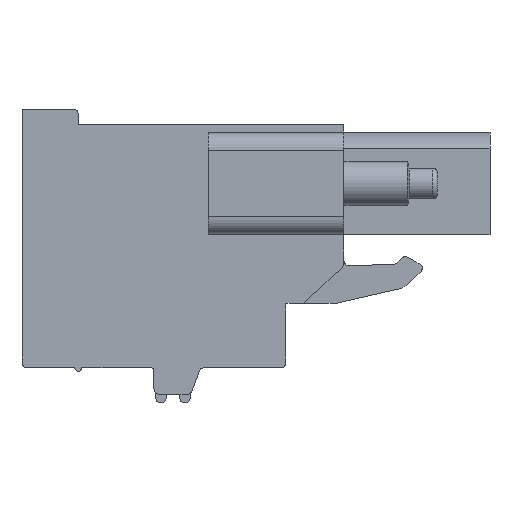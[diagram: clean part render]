
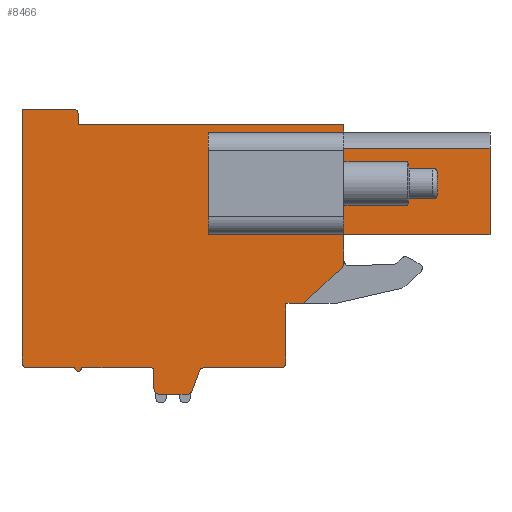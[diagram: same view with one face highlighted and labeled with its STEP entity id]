
A CAD part, left-side view. The second image highlights one B-rep face of the part: STEP entity #8466.
In plain terms, the highlighted planar face has unit normal (-1, 0, 0).
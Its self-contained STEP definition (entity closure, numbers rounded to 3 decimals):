
#1=DIRECTION('',(0.,0.,-1.));
#2=VECTOR('',#1,1.325);
#3=CARTESIAN_POINT('',(0.,-5.66,6.96));
#4=LINE('',#3,#2);
#5=DIRECTION('',(0.,1.,0.));
#6=VECTOR('',#5,8.3);
#7=CARTESIAN_POINT('',(0.,-13.96,5.635));
#8=LINE('',#7,#6);
#9=DIRECTION('',(0.,1.,0.));
#10=VECTOR('',#9,8.3);
#11=CARTESIAN_POINT('',(0.,-13.96,0.73));
#12=LINE('',#11,#10);
#13=DIRECTION('',(0.,0.,-1.));
#14=VECTOR('',#13,1.64);
#15=CARTESIAN_POINT('',(0.,-5.66,0.73));
#16=LINE('',#15,#14);
#17=CARTESIAN_POINT('',(0.,-5.36,-0.91));
#18=DIRECTION('',(1.,0.,0.));
#19=DIRECTION('',(0.,-1.,0.));
#20=AXIS2_PLACEMENT_3D('',#17,#18,#19);
#22=DIRECTION('',(0.,0.731,-0.683));
#23=VECTOR('',#22,3.018);
#24=CARTESIAN_POINT('',(0.,-5.565,-1.129));
#25=LINE('',#24,#23);
#26=DIRECTION('',(0.,1.,0.));
#27=VECTOR('',#26,1.);
#28=CARTESIAN_POINT('',(0.,-3.36,-3.19));
#29=LINE('',#28,#27);
#30=DIRECTION('',(0.,0.,-1.));
#31=VECTOR('',#30,0.5);
#32=CARTESIAN_POINT('',(0.,-2.36,-3.19));
#33=LINE('',#32,#31);
#34=DIRECTION('',(0.,0.,-1.));
#35=VECTOR('',#34,2.35);
#36=CARTESIAN_POINT('',(0.,-2.36,-3.69));
#37=LINE('',#36,#35);
#38=DIRECTION('',(0.,0.,-1.));
#39=VECTOR('',#38,0.5);
#40=CARTESIAN_POINT('',(0.,-2.36,-6.04));
#41=LINE('',#40,#39);
#42=CARTESIAN_POINT('',(0.,-2.06,-6.54));
#43=DIRECTION('',(1.,0.,0.));
#44=DIRECTION('',(0.,-1.,0.));
#45=AXIS2_PLACEMENT_3D('',#42,#43,#44);
#47=DIRECTION('',(0.,1.,0.));
#48=VECTOR('',#47,4.34);
#49=CARTESIAN_POINT('',(0.,-2.06,-6.84));
#50=LINE('',#49,#48);
#51=CARTESIAN_POINT('',(0.,2.28,-7.14));
#52=DIRECTION('',(-1.,0.,0.));
#53=DIRECTION('',(0.,0.,1.));
#54=AXIS2_PLACEMENT_3D('',#51,#52,#53);
#56=DIRECTION('',(0.,0.345,-0.939));
#57=VECTOR('',#56,1.179);
#58=CARTESIAN_POINT('',(0.,2.562,-7.037));
#59=LINE('',#58,#57);
#60=CARTESIAN_POINT('',(0.,3.25,-8.04));
#61=DIRECTION('',(1.,0.,0.));
#62=DIRECTION('',(0.,-0.939,-0.345));
#63=AXIS2_PLACEMENT_3D('',#60,#61,#62);
#65=DIRECTION('',(0.,1.,0.));
#66=VECTOR('',#65,1.59);
#67=CARTESIAN_POINT('',(0.,3.25,-8.34));
#68=LINE('',#67,#66);
#69=CARTESIAN_POINT('',(0.,4.84,-8.04));
#70=DIRECTION('',(1.,0.,0.));
#71=DIRECTION('',(0.,0.,-1.));
#72=AXIS2_PLACEMENT_3D('',#69,#70,#71);
#74=DIRECTION('',(0.,0.,1.));
#75=VECTOR('',#74,1.);
#76=CARTESIAN_POINT('',(0.,5.14,-8.04));
#77=LINE('',#76,#75);
#78=CARTESIAN_POINT('',(0.,5.34,-7.04));
#79=DIRECTION('',(-1.,0.,0.));
#80=DIRECTION('',(0.,-1.,0.));
#81=AXIS2_PLACEMENT_3D('',#78,#79,#80);
#83=DIRECTION('',(0.,1.,0.));
#84=VECTOR('',#83,3.9);
#85=CARTESIAN_POINT('',(0.,5.34,-6.84));
#86=LINE('',#85,#84);
#87=CARTESIAN_POINT('',(0.,9.44,-6.84));
#88=DIRECTION('',(1.,0.,0.));
#89=DIRECTION('',(0.,-1.,0.));
#90=AXIS2_PLACEMENT_3D('',#87,#88,#89);
#92=DIRECTION('',(0.,1.,0.));
#93=VECTOR('',#92,2.7);
#94=CARTESIAN_POINT('',(0.,9.64,-6.84));
#95=LINE('',#94,#93);
#96=CARTESIAN_POINT('',(0.,12.34,-6.54));
#97=DIRECTION('',(1.,0.,0.));
#98=DIRECTION('',(0.,0.,-1.));
#99=AXIS2_PLACEMENT_3D('',#96,#97,#98);
#101=DIRECTION('',(0.,0.,1.));
#102=VECTOR('',#101,0.5);
#103=CARTESIAN_POINT('',(0.,12.64,-6.54));
#104=LINE('',#103,#102);
#105=DIRECTION('',(0.,0.,1.));
#106=VECTOR('',#105,13.9);
#107=CARTESIAN_POINT('',(0.,12.64,-6.04));
#108=LINE('',#107,#106);
#109=DIRECTION('',(0.,-1.,0.));
#110=VECTOR('',#109,2.9);
#111=CARTESIAN_POINT('',(0.,12.64,7.86));
#112=LINE('',#111,#110);
#113=CARTESIAN_POINT('',(0.,9.74,7.56));
#114=DIRECTION('',(1.,0.,0.));
#115=DIRECTION('',(0.,0.,1.));
#116=AXIS2_PLACEMENT_3D('',#113,#114,#115);
#118=DIRECTION('',(0.,0.,-1.));
#119=VECTOR('',#118,0.6);
#120=CARTESIAN_POINT('',(0.,9.44,7.56));
#121=LINE('',#120,#119);
#122=DIRECTION('',(0.,-1.,0.));
#123=VECTOR('',#122,15.1);
#124=CARTESIAN_POINT('',(0.,9.44,6.96));
#125=LINE('',#124,#123);
#126=DIRECTION('',(0.,-1.,0.));
#127=VECTOR('',#126,6.1);
#128=CARTESIAN_POINT('',(0.,2.04,0.73));
#129=LINE('',#128,#127);
#130=DIRECTION('',(0.,0.,1.));
#131=VECTOR('',#130,5.8);
#132=CARTESIAN_POINT('',(0.,-4.06,0.73));
#133=LINE('',#132,#131);
#134=DIRECTION('',(0.,1.,0.));
#135=VECTOR('',#134,6.1);
#136=CARTESIAN_POINT('',(0.,-4.06,6.53));
#137=LINE('',#136,#135);
#5156=DIRECTION('',(0.,0.,1.));
#5157=VECTOR('',#5156,4.905);
#5158=CARTESIAN_POINT('',(0.,-13.96,0.73));
#5159=LINE('',#5158,#5157);
#6136=DIRECTION('',(0.,0.,1.));
#6137=VECTOR('',#6136,5.8);
#6138=CARTESIAN_POINT('',(0.,2.04,0.73));
#6139=LINE('',#6138,#6137);
#6397=CARTESIAN_POINT('',(0.,12.34,-6.84));
#6398=CARTESIAN_POINT('',(0.,12.64,-6.54));
#6399=VERTEX_POINT('',#6397);
#6400=VERTEX_POINT('',#6398);
#6401=CARTESIAN_POINT('',(0.,12.64,-6.04));
#6402=VERTEX_POINT('',#6401);
#6403=CARTESIAN_POINT('',(0.,12.64,7.86));
#6404=VERTEX_POINT('',#6403);
#6405=CARTESIAN_POINT('',(0.,9.74,7.86));
#6406=VERTEX_POINT('',#6405);
#6407=CARTESIAN_POINT('',(0.,9.44,7.56));
#6408=VERTEX_POINT('',#6407);
#6409=CARTESIAN_POINT('',(0.,9.44,6.96));
#6410=VERTEX_POINT('',#6409);
#6411=CARTESIAN_POINT('',(0.,-5.66,6.96));
#6412=VERTEX_POINT('',#6411);
#6413=CARTESIAN_POINT('',(0.,-5.66,-0.91));
#6414=CARTESIAN_POINT('',(0.,-5.565,-1.129));
#6415=VERTEX_POINT('',#6413);
#6416=VERTEX_POINT('',#6414);
#6417=CARTESIAN_POINT('',(0.,-3.36,-3.19));
#6418=VERTEX_POINT('',#6417);
#6419=CARTESIAN_POINT('',(0.,-2.36,-3.19));
#6420=VERTEX_POINT('',#6419);
#6421=CARTESIAN_POINT('',(0.,-2.36,-3.69));
#6422=VERTEX_POINT('',#6421);
#6423=CARTESIAN_POINT('',(0.,-2.36,-6.04));
#6424=VERTEX_POINT('',#6423);
#6425=CARTESIAN_POINT('',(0.,-2.36,-6.54));
#6426=VERTEX_POINT('',#6425);
#6427=CARTESIAN_POINT('',(0.,-2.06,-6.84));
#6428=VERTEX_POINT('',#6427);
#6429=CARTESIAN_POINT('',(0.,2.28,-6.84));
#6430=VERTEX_POINT('',#6429);
#6431=CARTESIAN_POINT('',(0.,2.562,-7.037));
#6432=VERTEX_POINT('',#6431);
#6433=CARTESIAN_POINT('',(0.,2.968,-8.143));
#6434=VERTEX_POINT('',#6433);
#6435=CARTESIAN_POINT('',(0.,3.25,-8.34));
#6436=VERTEX_POINT('',#6435);
#6437=CARTESIAN_POINT('',(0.,4.84,-8.34));
#6438=VERTEX_POINT('',#6437);
#6439=CARTESIAN_POINT('',(0.,5.14,-8.04));
#6440=VERTEX_POINT('',#6439);
#6441=CARTESIAN_POINT('',(0.,5.14,-7.04));
#6442=VERTEX_POINT('',#6441);
#6443=CARTESIAN_POINT('',(0.,5.34,-6.84));
#6444=VERTEX_POINT('',#6443);
#6445=CARTESIAN_POINT('',(0.,9.24,-6.84));
#6446=VERTEX_POINT('',#6445);
#6447=CARTESIAN_POINT('',(0.,9.64,-6.84));
#6448=VERTEX_POINT('',#6447);
#6525=CARTESIAN_POINT('',(0.,-13.96,0.73));
#6526=VERTEX_POINT('',#6525);
#6527=CARTESIAN_POINT('',(0.,-5.66,0.73));
#6528=VERTEX_POINT('',#6527);
#6753=CARTESIAN_POINT('',(0.,-13.96,5.635));
#6755=VERTEX_POINT('',#6753);
#8225=CARTESIAN_POINT('',(0.,2.04,0.73));
#8226=CARTESIAN_POINT('',(0.,2.04,6.53));
#8227=VERTEX_POINT('',#8225);
#8228=VERTEX_POINT('',#8226);
#8233=CARTESIAN_POINT('',(0.,-4.06,0.73));
#8235=VERTEX_POINT('',#8233);
#8237=CARTESIAN_POINT('',(0.,-4.06,6.53));
#8239=VERTEX_POINT('',#8237);
#8241=CARTESIAN_POINT('',(0.,-5.66,5.635));
#8242=VERTEX_POINT('',#8241);
#8389=CARTESIAN_POINT('',(0.,0.,0.));
#8390=DIRECTION('',(1.,0.,0.));
#8391=DIRECTION('',(0.,-1.,0.));
#8392=AXIS2_PLACEMENT_3D('',#8389,#8390,#8391);
#8393=PLANE('',#8392);
#8395=ORIENTED_EDGE('',*,*,#8394,.T.);
#8397=ORIENTED_EDGE('',*,*,#8396,.F.);
#8399=ORIENTED_EDGE('',*,*,#8398,.F.);
#8401=ORIENTED_EDGE('',*,*,#8400,.T.);
#8403=ORIENTED_EDGE('',*,*,#8402,.T.);
#8405=ORIENTED_EDGE('',*,*,#8404,.T.);
#8407=ORIENTED_EDGE('',*,*,#8406,.T.);
#8409=ORIENTED_EDGE('',*,*,#8408,.T.);
#8411=ORIENTED_EDGE('',*,*,#8410,.T.);
#8413=ORIENTED_EDGE('',*,*,#8412,.T.);
#8415=ORIENTED_EDGE('',*,*,#8414,.T.);
#8417=ORIENTED_EDGE('',*,*,#8416,.T.);
#8419=ORIENTED_EDGE('',*,*,#8418,.T.);
#8421=ORIENTED_EDGE('',*,*,#8420,.T.);
#8423=ORIENTED_EDGE('',*,*,#8422,.T.);
#8425=ORIENTED_EDGE('',*,*,#8424,.T.);
#8427=ORIENTED_EDGE('',*,*,#8426,.T.);
#8429=ORIENTED_EDGE('',*,*,#8428,.T.);
#8431=ORIENTED_EDGE('',*,*,#8430,.T.);
#8433=ORIENTED_EDGE('',*,*,#8432,.T.);
#8435=ORIENTED_EDGE('',*,*,#8434,.T.);
#8437=ORIENTED_EDGE('',*,*,#8436,.T.);
#8439=ORIENTED_EDGE('',*,*,#8438,.T.);
#8441=ORIENTED_EDGE('',*,*,#8440,.T.);
#8443=ORIENTED_EDGE('',*,*,#8442,.T.);
#8445=ORIENTED_EDGE('',*,*,#8444,.T.);
#8447=ORIENTED_EDGE('',*,*,#8446,.T.);
#8449=ORIENTED_EDGE('',*,*,#8448,.T.);
#8451=ORIENTED_EDGE('',*,*,#8450,.T.);
#8453=ORIENTED_EDGE('',*,*,#8452,.T.);
#8454=EDGE_LOOP('',(#8395,#8397,#8399,#8401,#8403,#8405,#8407,#8409,#8411,#8413,
#8415,#8417,#8419,#8421,#8423,#8425,#8427,#8429,#8431,#8433,#8435,#8437,#8439,
#8441,#8443,#8445,#8447,#8449,#8451,#8453));
#8455=FACE_OUTER_BOUND('',#8454,.F.);
#8457=ORIENTED_EDGE('',*,*,#8456,.T.);
#8459=ORIENTED_EDGE('',*,*,#8458,.T.);
#8461=ORIENTED_EDGE('',*,*,#8460,.T.);
#8463=ORIENTED_EDGE('',*,*,#8462,.F.);
#8464=EDGE_LOOP('',(#8457,#8459,#8461,#8463));
#8465=FACE_BOUND('',#8464,.F.);
#8466=ADVANCED_FACE('',(#8455,#8465),#8393,.F.);
#21=CIRCLE('',#20,0.3);
#46=CIRCLE('',#45,0.3);
#55=CIRCLE('',#54,0.3);
#64=CIRCLE('',#63,0.3);
#73=CIRCLE('',#72,0.3);
#82=CIRCLE('',#81,0.2);
#91=CIRCLE('',#90,0.2);
#100=CIRCLE('',#99,0.3);
#117=CIRCLE('',#116,0.3);
#8394=EDGE_CURVE('',#6412,#8242,#4,.T.);
#8396=EDGE_CURVE('',#6755,#8242,#8,.T.);
#8398=EDGE_CURVE('',#6526,#6755,#5159,.T.);
#8400=EDGE_CURVE('',#6526,#6528,#12,.T.);
#8402=EDGE_CURVE('',#6528,#6415,#16,.T.);
#8404=EDGE_CURVE('',#6415,#6416,#21,.T.);
#8406=EDGE_CURVE('',#6416,#6418,#25,.T.);
#8408=EDGE_CURVE('',#6418,#6420,#29,.T.);
#8410=EDGE_CURVE('',#6420,#6422,#33,.T.);
#8412=EDGE_CURVE('',#6422,#6424,#37,.T.);
#8414=EDGE_CURVE('',#6424,#6426,#41,.T.);
#8416=EDGE_CURVE('',#6426,#6428,#46,.T.);
#8418=EDGE_CURVE('',#6428,#6430,#50,.T.);
#8420=EDGE_CURVE('',#6430,#6432,#55,.T.);
#8422=EDGE_CURVE('',#6432,#6434,#59,.T.);
#8424=EDGE_CURVE('',#6434,#6436,#64,.T.);
#8426=EDGE_CURVE('',#6436,#6438,#68,.T.);
#8428=EDGE_CURVE('',#6438,#6440,#73,.T.);
#8430=EDGE_CURVE('',#6440,#6442,#77,.T.);
#8432=EDGE_CURVE('',#6442,#6444,#82,.T.);
#8434=EDGE_CURVE('',#6444,#6446,#86,.T.);
#8436=EDGE_CURVE('',#6446,#6448,#91,.T.);
#8438=EDGE_CURVE('',#6448,#6399,#95,.T.);
#8440=EDGE_CURVE('',#6399,#6400,#100,.T.);
#8442=EDGE_CURVE('',#6400,#6402,#104,.T.);
#8444=EDGE_CURVE('',#6402,#6404,#108,.T.);
#8446=EDGE_CURVE('',#6404,#6406,#112,.T.);
#8448=EDGE_CURVE('',#6406,#6408,#117,.T.);
#8450=EDGE_CURVE('',#6408,#6410,#121,.T.);
#8452=EDGE_CURVE('',#6410,#6412,#125,.T.);
#8456=EDGE_CURVE('',#8227,#8235,#129,.T.);
#8458=EDGE_CURVE('',#8235,#8239,#133,.T.);
#8460=EDGE_CURVE('',#8239,#8228,#137,.T.);
#8462=EDGE_CURVE('',#8227,#8228,#6139,.T.);
